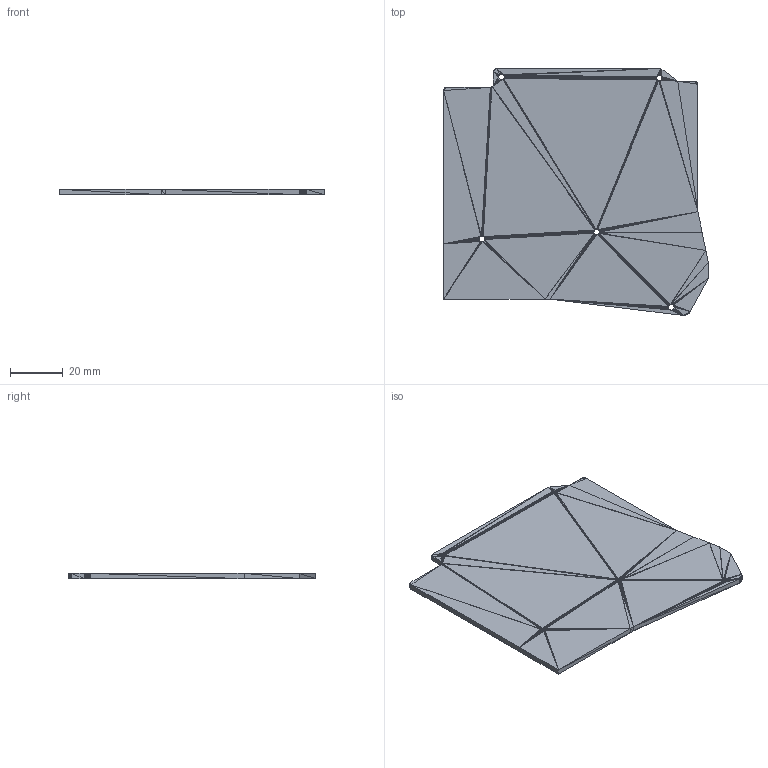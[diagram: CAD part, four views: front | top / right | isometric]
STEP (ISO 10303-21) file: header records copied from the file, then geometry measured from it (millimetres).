
FILE_DESCRIPTION(('FreeCAD Model'),'2;1');
FILE_NAME('Open CASCADE Shape Model','2023-12-24T12:11:57',('Author'),( ''),'Open CASCADE STEP processor 7.6','FreeCAD','Unknown');
FILE_SCHEMA(('AUTOMOTIVE_DESIGN { 1 0 10303 214 1 1 1 1 }'));
Length unit declared in the file: millimetre
Products named in the file (1): Bottom_Plate001 (Solid)
Bounding box: 100.09 x 93.4 x 2 mm (x, y, z)
Volume: 16861.6 mm3; surface area: 17659.7 mm2
Topology: 1 solids, 1 shells, 984 faces, 1476 edges, 484 vertices
Faces by surface type: plane 984
Entity records: 19202 total; most frequent: DIRECTION 3446, ORIENTED_EDGE 2952, CARTESIAN_POINT 2945, EDGE_CURVE 1476, LINE 1476, VECTOR 1476, AXIS2_PLACEMENT_3D 985, ADVANCED_FACE 984
